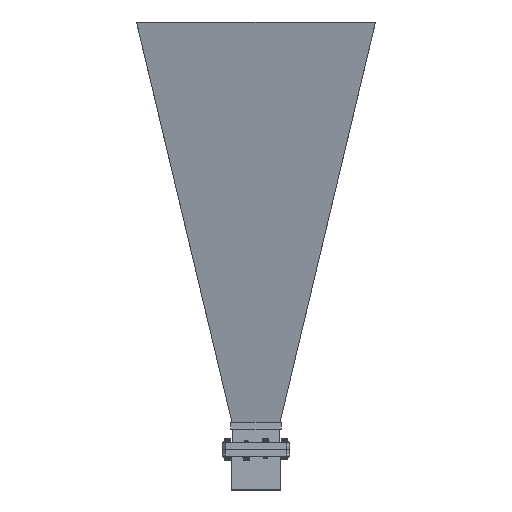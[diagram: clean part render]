
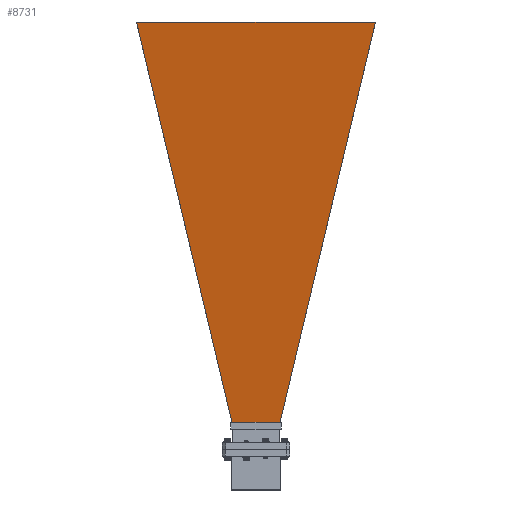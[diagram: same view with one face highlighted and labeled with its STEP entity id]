
A CAD part, front view. The second image highlights one B-rep face of the part: STEP entity #8731.
In plain terms, the highlighted face is planar.
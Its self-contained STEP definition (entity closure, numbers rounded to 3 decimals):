
#121 = EDGE_CURVE ( 'NONE', #13606, #6254, #13812, .T. ) ;
#703 = VERTEX_POINT ( 'NONE', #1261 ) ;
#841 = VECTOR ( 'NONE', #4983, 1000. ) ;
#939 = CARTESIAN_POINT ( 'NONE',  ( 22.53, 6.35, 11.712 ) ) ;
#1261 = CARTESIAN_POINT ( 'NONE',  ( -112.139, 382.176, 81.585 ) ) ;
#2115 = DIRECTION ( 'NONE',  ( 0., 0.183, -0.983 ) ) ;
#2134 = EDGE_LOOP ( 'NONE', ( #10928, #11947, #11245, #10252 ) ) ;
#2360 = EDGE_CURVE ( 'NONE', #703, #6254, #9736, .T. ) ;
#2453 = DIRECTION ( 'NONE',  ( -1., 0., 0. ) ) ;
#2500 = EDGE_CURVE ( 'NONE', #12542, #13606, #7409, .T. ) ;
#2760 = CARTESIAN_POINT ( 'NONE',  ( 46.119, 6.35, 11.712 ) ) ;
#3601 = EDGE_CURVE ( 'NONE', #12542, #703, #10541, .T. ) ;
#3773 = VECTOR ( 'NONE', #2453, 1000. ) ;
#4774 = CARTESIAN_POINT ( 'NONE',  ( 457.736, 382.176, 81.585 ) ) ;
#4983 = DIRECTION ( 'NONE',  ( -1., 0., 0. ) ) ;
#5718 = VECTOR ( 'NONE', #13076, 1000. ) ;
#6254 = VERTEX_POINT ( 'NONE', #13753 ) ;
#7409 = LINE ( 'NONE', #8362, #7557 ) ;
#7557 = VECTOR ( 'NONE', #10617, 1000. ) ;
#8362 = CARTESIAN_POINT ( 'NONE',  ( 44.625, 99.018, 28.941 ) ) ;
#8731 = ADVANCED_FACE ( 'NONE', ( #9909 ), #14337, .F. ) ;
#9736 = LINE ( 'NONE', #11860, #5718 ) ;
#9909 = FACE_OUTER_BOUND ( 'NONE', #2134, .T. ) ;
#10252 = ORIENTED_EDGE ( 'NONE', *, *, #2500, .F. ) ;
#10541 = LINE ( 'NONE', #4774, #841 ) ;
#10617 = DIRECTION ( 'NONE',  ( -0.228, -0.957, -0.178 ) ) ;
#10928 = ORIENTED_EDGE ( 'NONE', *, *, #3601, .T. ) ;
#11245 = ORIENTED_EDGE ( 'NONE', *, *, #121, .F. ) ;
#11860 = CARTESIAN_POINT ( 'NONE',  ( -44.625, 99.018, 28.941 ) ) ;
#11947 = ORIENTED_EDGE ( 'NONE', *, *, #2360, .T. ) ;
#12098 = CARTESIAN_POINT ( 'NONE',  ( 457.736, 3.81, 11.24 ) ) ;
#12479 = AXIS2_PLACEMENT_3D ( 'NONE', #12098, #2115, #13048 ) ;
#12542 = VERTEX_POINT ( 'NONE', #14247 ) ;
#13048 = DIRECTION ( 'NONE',  ( 0., 0.983, 0.183 ) ) ;
#13076 = DIRECTION ( 'NONE',  ( 0.228, -0.957, -0.178 ) ) ;
#13606 = VERTEX_POINT ( 'NONE', #939 ) ;
#13753 = CARTESIAN_POINT ( 'NONE',  ( -22.53, 6.35, 11.712 ) ) ;
#13812 = LINE ( 'NONE', #2760, #3773 ) ;
#14247 = CARTESIAN_POINT ( 'NONE',  ( 112.139, 382.176, 81.585 ) ) ;
#14337 = PLANE ( 'NONE',  #12479 ) ;
